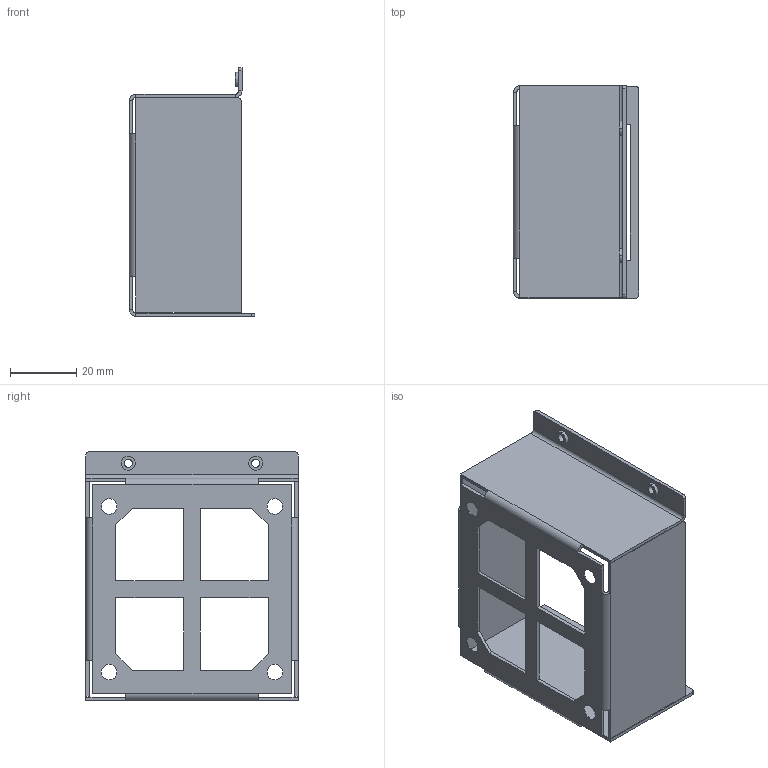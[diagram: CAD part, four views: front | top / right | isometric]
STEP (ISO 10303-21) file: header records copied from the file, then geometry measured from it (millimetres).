
FILE_DESCRIPTION (( 'STEP AP203' ), '1' );
FILE_NAME ('SL1-014-MA_v000 KAPSLE.STEP', '2019-02-05T15:32:50', ( '' ), ( '' ), 'SwSTEP 2.0', 'SolidWorks 2017', '' );
FILE_SCHEMA (( 'CONFIG_CONTROL_DESIGN' ));
Length unit declared in the file: millimetre
Products named in the file (1): SL1-014-MA_v000 KAPSLE
Bounding box: 37.8 x 64 x 75 mm (x, y, z)
Volume: 11152.8 mm3; surface area: 23559.6 mm2
Topology: 1 solids, 1 shells, 116 faces, 292 edges, 180 vertices
Faces by surface type: plane 80, cylinder 24, cone 12
Entity records: 3533 total; most frequent: DIRECTION 594, CARTESIAN_POINT 589, ORIENTED_EDGE 584, EDGE_CURVE 292, VECTOR 224, LINE 224, AXIS2_PLACEMENT_3D 185, VERTEX_POINT 180
